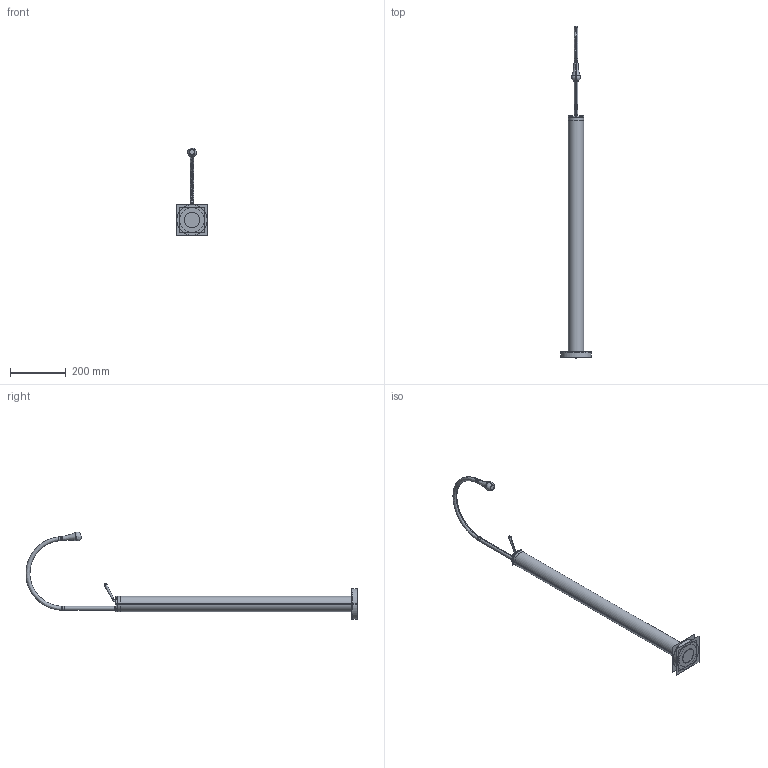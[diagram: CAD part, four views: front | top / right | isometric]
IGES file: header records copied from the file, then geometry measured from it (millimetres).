
Start section:  PTC IGES file: art_33623_igs.igs
Global section: file name: art_33623_igs.igs; native system: Pro/ENGINEER by Parametric Technology Corporation; preprocessor: 2009060; author: atrabaldo; organization: Unknown; date: 20100211.171358; units: millimetre
Bounding box: 114.4 x 1191.01 x 315.14 mm (x, y, z)
Surface area: 305395.5 mm2 (no closed solid volume)
Topology: 0 solids, 0 shells, 92 faces, 1162 edges, 1547 vertices
Faces by surface type: revolution 74, bspline 18
